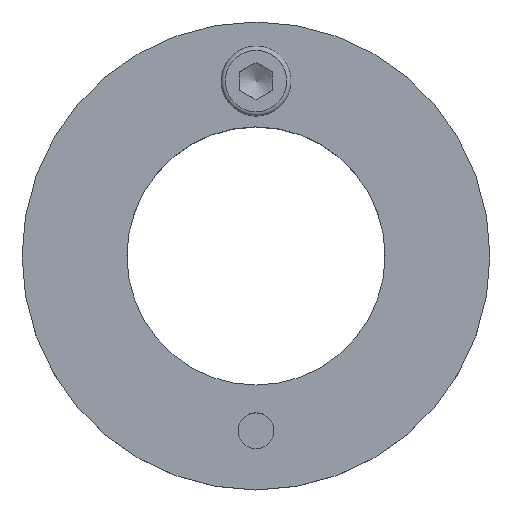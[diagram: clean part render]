
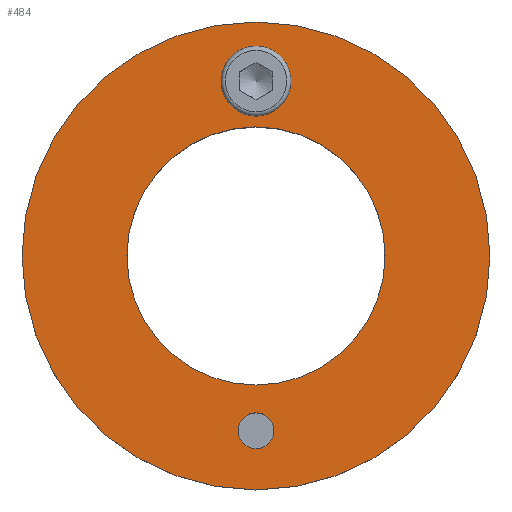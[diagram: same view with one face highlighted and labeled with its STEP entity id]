
A CAD part, top view. The second image highlights one B-rep face of the part: STEP entity #484.
In plain terms, the highlighted planar face has unit normal (0, 0, 1).
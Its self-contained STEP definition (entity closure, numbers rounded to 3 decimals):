
#325=CARTESIAN_POINT('',(3.324,-32.5,33.0));
#326=VERTEX_POINT('',#325);
#327=CARTESIAN_POINT('',(0.,-32.5,33.));
#328=DIRECTION('',(0.0,0.0,-1.0));
#329=DIRECTION('',(1.0,0.0,0.0));
#330=AXIS2_PLACEMENT_3D('',#327,#328,#329);
#331=CIRCLE('',#330,3.324);
#332=EDGE_CURVE('',#326,#326,#331,.T.);
#353=CARTESIAN_POINT('',(4.5,32.5,33.0));
#354=VERTEX_POINT('',#353);
#355=CARTESIAN_POINT('',(0.0,32.5,33.));
#356=DIRECTION('',(0.0,0.0,-1.0));
#357=DIRECTION('',(1.0,0.0,0.0));
#358=AXIS2_PLACEMENT_3D('',#355,#356,#357);
#359=CIRCLE('',#358,4.5);
#360=EDGE_CURVE('',#354,#354,#359,.T.);
#381=CARTESIAN_POINT('',(24.,0.,33.0));
#382=VERTEX_POINT('',#381);
#383=CARTESIAN_POINT('',(0.0,0.0,33.0));
#384=DIRECTION('',(0.0,0.0,-1.0));
#385=DIRECTION('',(-1.0,0.0,0.0));
#386=AXIS2_PLACEMENT_3D('',#383,#384,#385);
#387=CIRCLE('',#386,24.);
#388=EDGE_CURVE('',#382,#382,#387,.T.);
#435=CARTESIAN_POINT('',(43.5,0.,33.0));
#436=VERTEX_POINT('',#435);
#437=CARTESIAN_POINT('',(0.0,0.0,33.0));
#438=DIRECTION('',(0.0,0.0,-1.0));
#439=DIRECTION('',(-1.0,0.0,0.0));
#440=AXIS2_PLACEMENT_3D('',#437,#438,#439);
#441=CIRCLE('',#440,43.5);
#442=EDGE_CURVE('',#436,#436,#441,.T.);
#467=CARTESIAN_POINT('',(0.0,0.0,33.0));
#468=DIRECTION('',(0.0,0.0,-1.0));
#469=DIRECTION('',(-1.0,0.0,0.0));
#470=AXIS2_PLACEMENT_3D('',#467,#468,#469);
#471=PLANE('',#470);
#472=ORIENTED_EDGE('',*,*,#442,.F.);
#473=EDGE_LOOP('',(#472));
#474=FACE_OUTER_BOUND('',#473,.T.);
#475=ORIENTED_EDGE('',*,*,#332,.T.);
#476=EDGE_LOOP('',(#475));
#477=FACE_BOUND('',#476,.T.);
#478=ORIENTED_EDGE('',*,*,#360,.T.);
#479=EDGE_LOOP('',(#478));
#480=FACE_BOUND('',#479,.T.);
#481=ORIENTED_EDGE('',*,*,#388,.T.);
#482=EDGE_LOOP('',(#481));
#483=FACE_BOUND('',#482,.T.);
#484=ADVANCED_FACE('',(#474,#477,#480,#483),#471,.F.);
